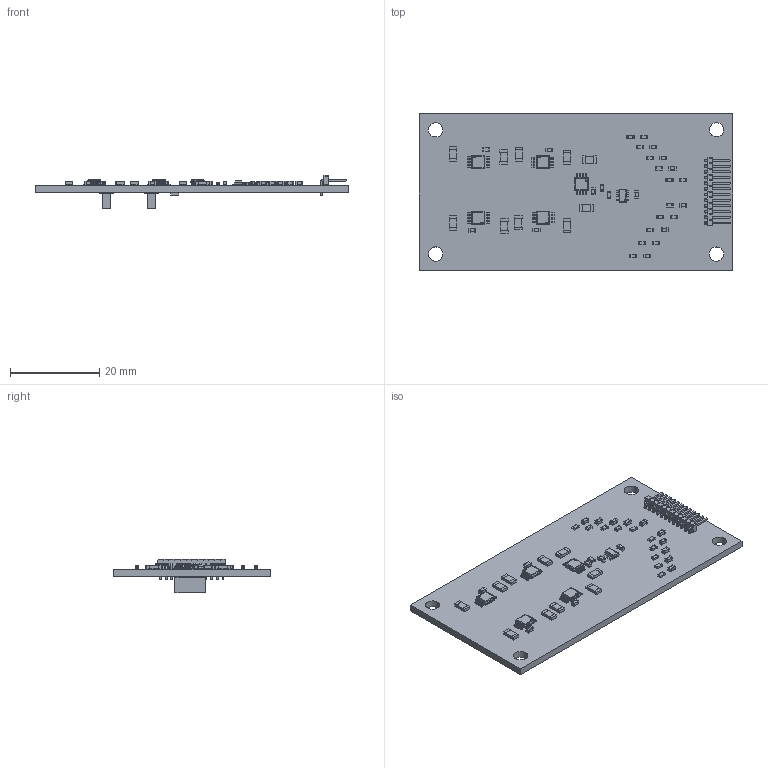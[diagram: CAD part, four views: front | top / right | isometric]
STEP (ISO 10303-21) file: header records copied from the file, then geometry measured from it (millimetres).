
FILE_DESCRIPTION(('KiCad electronic assembly'),'2;1');
FILE_NAME('speckle_amp_pcb_rev1.step','2024-09-24T16:37:52',('Pcbnew'),( 'Kicad'),'Open CASCADE STEP processor 7.7','KiCad to STEP converter' ,'Unknown');
FILE_SCHEMA(('AUTOMOTIVE_DESIGN { 1 0 10303 214 1 1 1 1 }'));
Length unit declared in the file: millimetre
Products named in the file (18): speckle_amp_pcb_rev1 1; CRHP1206AF100MFKEF; ASSEMBLY; OPA2380AIDGKTG4; MUA08A_ASM; C_0603_1608Metric; R_0603_1608Metric; ADR130BUJZ-R2; PinHeader_1x12_P1.27mm_Horizontal; PinHeader_1x12_P127mm_Horizontal; M50-3140545; M50-3140545_ASM; VEMD2704; speckle_amp_pcb_rev1_PCB
Assembly tree (57 placements, depth 3):
  speckle_amp_pcb_rev1 1
    CRHP1206AF100MFKEF  x10
      ASSEMBLY
    OPA2380AIDGKTG4  x5
      MUA08A_ASM
    C_0603_1608Metric  x17
      C_0603_1608Metric
    R_0603_1608Metric  x11
      R_0603_1608Metric
    ADR130BUJZ-R2
      ASSEMBLY
    PinHeader_1x12_P1.27mm_Horizontal
      PinHeader_1x12_P127mm_Horizontal
    M50-3140545  x2
      M50-3140545_ASM
    VEMD2704
      VEMD2704
    speckle_amp_pcb_rev1_PCB
Bounding box: 70 x 35 x 7.4 mm (x, y, z)
Volume: 4079.4 mm3; surface area: 6523.5 mm2
Topology: 125 solids, 125 shells, 3204 faces, 7932 edges, 5046 vertices
Faces by surface type: plane 2217, cylinder 942, sphere 45
Full cylindrical faces by diameter (mm): 0.2 x1, 0.65 x12, 3.2 x4
Entity records: 38587 total; most frequent: CARTESIAN_POINT 6775, ORIENTED_EDGE 5898, DIRECTION 5759, EDGE_CURVE 2949, LINE 2317, VECTOR 2317, VERTEX_POINT 1848, AXIS2_PLACEMENT_3D 1721
